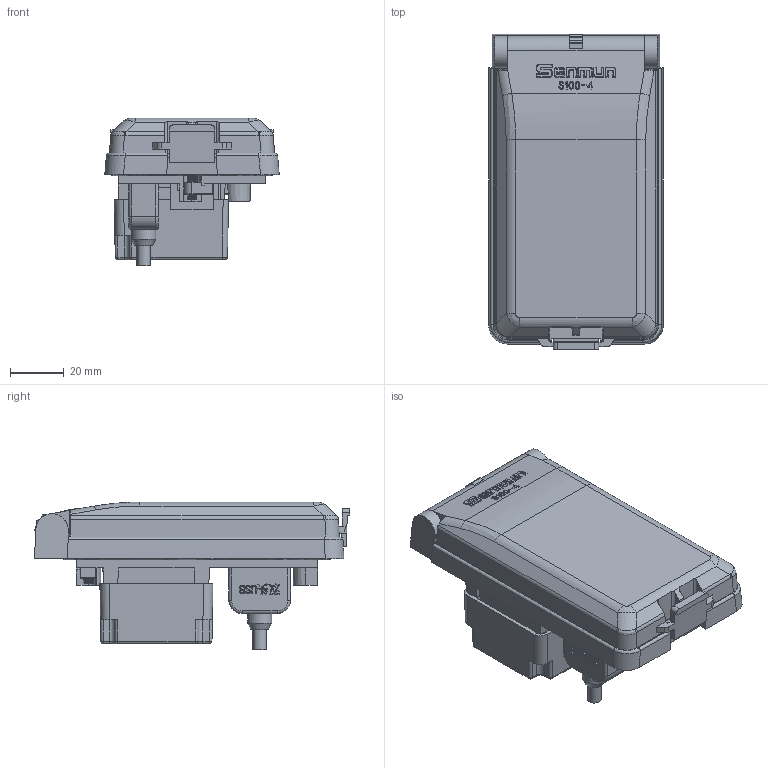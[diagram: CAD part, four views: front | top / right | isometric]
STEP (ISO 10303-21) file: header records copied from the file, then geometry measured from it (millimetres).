
FILE_DESCRIPTION(/* description */ (''),/* implementation_level */ '2;1');
FILE_NAME(/* name */ 'S100-4.stp',/* time_stamp */ '2024-08-13T13:41:28+08:00',/* author */ (''),/* organization */ (''),/* preprocessor_version */ 'ST-DEVELOPER v14',/* originating_system */ 'SIEMENS PLM Software NX 8.0',/* authorisation */ '');
FILE_SCHEMA (('AUTOMOTIVE_DESIGN { 1 0 10303 214 3 1 1 1 }'));
Products named in the file (1): S100-4 3D_stp
Bounding box: 65 x 117.6 x 55 mm (x, y, z)
Volume: 117723.8 mm3; surface area: 65970.3 mm2
Topology: 8 solids, 9 shells, 1408 faces, 3685 edges, 2336 vertices
Faces by surface type: plane 793, cylinder 275, extrusion 118, bspline 90, cone 60, sphere 39, torus 33
Full cylindrical faces by diameter (mm): 1 x9, 3.3 x2, 3.5 x3, 3.9 x2, 4 x2, 5 x1, 5.5 x6, 8.5 x3, 9 x1
Entity records: 88014 total; most frequent: CARTESIAN_POINT 53510, ORIENTED_EDGE 7072, DIRECTION 6099, EDGE_CURVE 3536, VECTOR 2361, VERTEX_POINT 2280, LINE 2243, AXIS2_PLACEMENT_3D 1869
